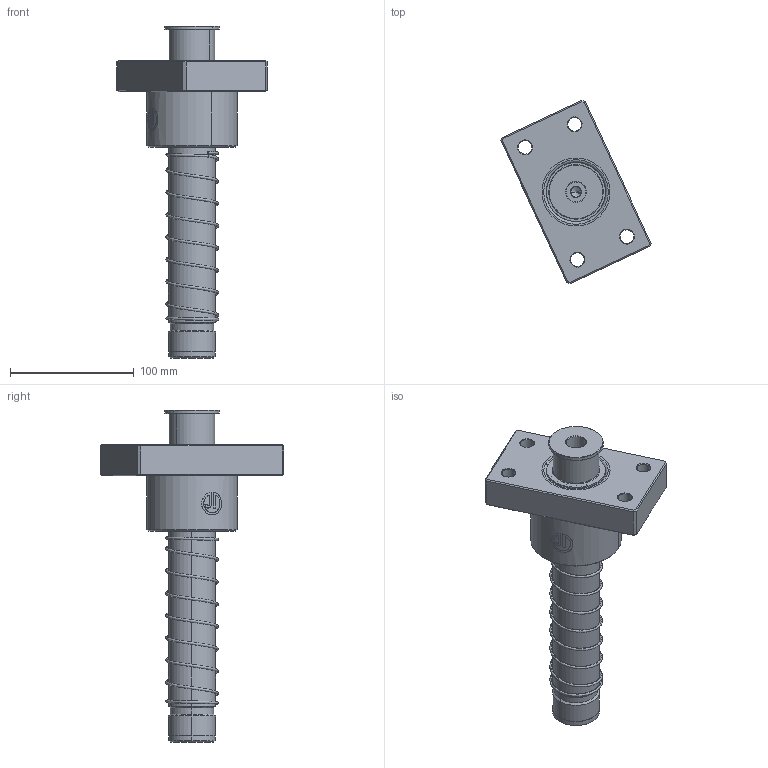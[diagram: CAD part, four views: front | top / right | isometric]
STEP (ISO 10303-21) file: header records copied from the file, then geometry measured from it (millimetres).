
FILE_DESCRIPTION (( 'STEP AP214' ), '1' );
FILE_NAME ('FKS FKJ-D38-L240.STEP', '2021-09-16T03:27:58', ( '' ), ( '' ), 'SwSTEP 2.0', 'SolidWorks 2016', '' );
FILE_SCHEMA (( 'AUTOMOTIVE_DESIGN' ));
Length unit declared in the file: millimetre
Products named in the file (146): BALL-D5; SAB-38-1; HWP-D42.5-d38.5-L130; GTK-D44-d37; MGK-D38-L240; FKS FKJ-D38-L240; SAB-38; BJ BS-D47.5-38.5-L70; BJ BS-47.5-38.5-L70郪蚾
Assembly tree (139 placements, depth 3):
  BALL-D5
  BALL-D5
  SAB-38-1
  BALL-D5
  BALL-D5
Bounding box: 121.14 x 147.82 x 268 mm (x, y, z)
Volume: 635554.4 mm3; surface area: 158373.7 mm2
Topology: 134 solids, 134 shells, 669 faces, 2679 edges, 1769 vertices
Faces by surface type: sphere 512, plane 49, cylinder 44, cone 42, bspline 14, torus 8
Entity records: 35199 total; most frequent: CARTESIAN_POINT 19500, ORIENTED_EDGE 2272, DIRECTION 2064, EDGE_CURVE 1136, AXIS2_PLACEMENT_3D 951, VERTEX_POINT 733, EDGE_LOOP 685, B_SPLINE_CURVE_WITH_KNOTS 573
